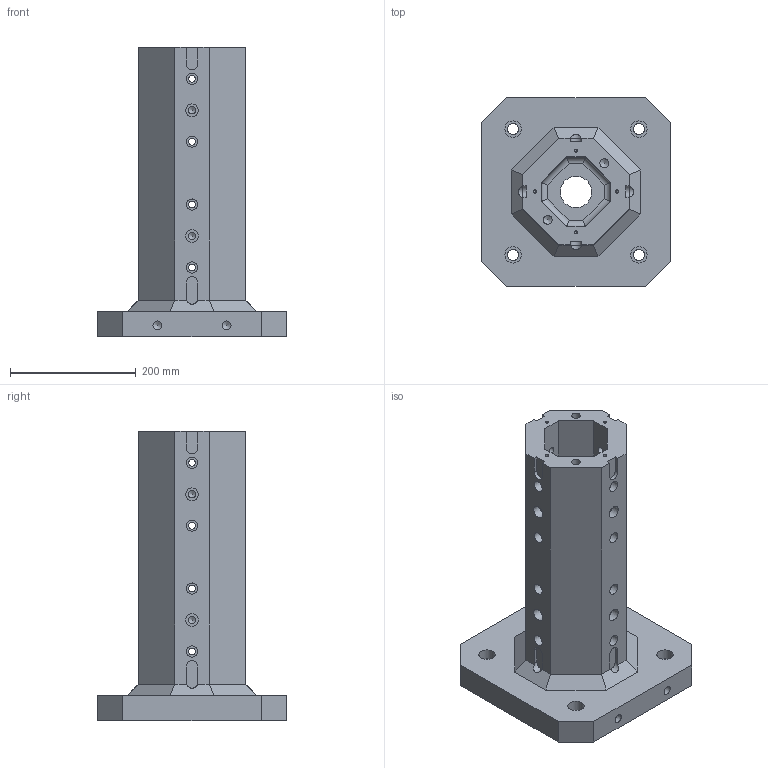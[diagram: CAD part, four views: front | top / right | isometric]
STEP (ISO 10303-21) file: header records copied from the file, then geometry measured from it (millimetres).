
FILE_DESCRIPTION( ( 'Unknown' ), '1' );
FILE_NAME( 'SVF-5040-300CB8-100.stp', 'Unknown', ( 'S.C.H' ), ( 'Unknown' ), 'XStep 1.0', 'Unknown', ' ' );
FILE_SCHEMA( ( 'CONFIG_CONTROL_DESIGN' ) );
Length unit declared in the file: millimetre
Products named in the file (1): 1
Bounding box: 300 x 300 x 460 mm (x, y, z)
Volume: 8868890.1 mm3; surface area: 636165.3 mm2
Topology: 1 solids, 1 shells, 191 faces, 465 edges, 306 vertices
Faces by surface type: plane 88, cylinder 86, cone 17
Full cylindrical faces by diameter (mm): 5 x4, 10.8 x16, 12 x8, 14 x5, 18 x20, 20 x8, 26 x4, 50 x1
Entity records: 5074 total; most frequent: DIRECTION 900, CARTESIAN_POINT 821, ORIENTED_EDGE 688, AXIS2_PLACEMENT_3D 364, EDGE_LOOP 346, EDGE_CURVE 344, VERTEX_POINT 285, FACE_OUTER_BOUND 257
